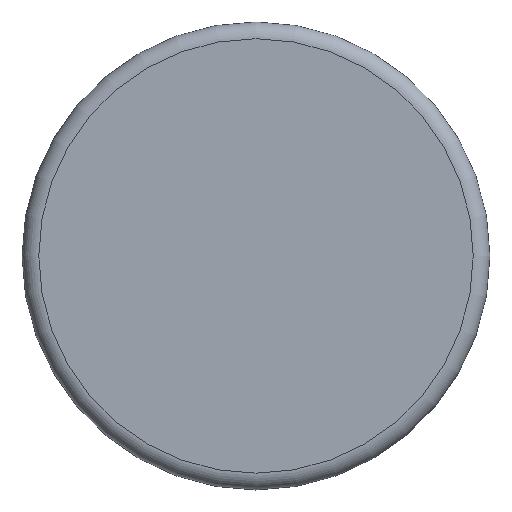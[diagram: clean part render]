
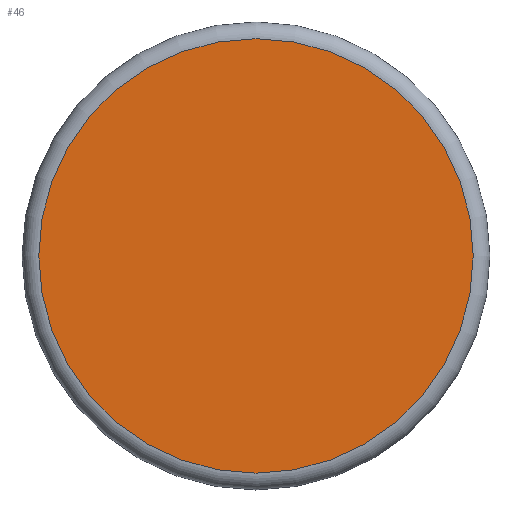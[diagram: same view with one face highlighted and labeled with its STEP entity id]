
A CAD part, top view. The second image highlights one B-rep face of the part: STEP entity #46.
In plain terms, the highlighted planar face has unit normal (0, 0, 1).
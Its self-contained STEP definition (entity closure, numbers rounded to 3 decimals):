
#46 = ADVANCED_FACE( '', ( #92 ), #93, .F. );
#92 = FACE_OUTER_BOUND( '', #163, .T. );
#93 = PLANE( '', #164 );
#163 = EDGE_LOOP( '', ( #205 ) );
#164 = AXIS2_PLACEMENT_3D( '', #206, #207, #208 );
#205 = ORIENTED_EDGE( '', *, *, #216, .T. );
#206 = CARTESIAN_POINT( '', ( 7., 0., 8. ) );
#207 = DIRECTION( '', ( 0., 0., -1. ) );
#208 = DIRECTION( '', ( -1., 0., 0. ) );
#216 = EDGE_CURVE( '', #235, #235, #236, .F. );
#235 = VERTEX_POINT( '', #257 );
#236 = CIRCLE( '', #258, 6.5 );
#257 = CARTESIAN_POINT( '', ( -6.5, 0., 8. ) );
#258 = AXIS2_PLACEMENT_3D( '', #280, #281, #282 );
#280 = CARTESIAN_POINT( '', ( 0., 0., 8. ) );
#281 = DIRECTION( '', ( 0., 0., -1. ) );
#282 = DIRECTION( '', ( -1., 0., 0. ) );
